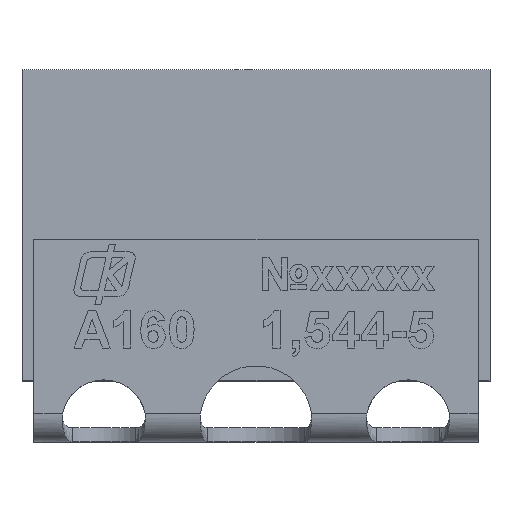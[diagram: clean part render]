
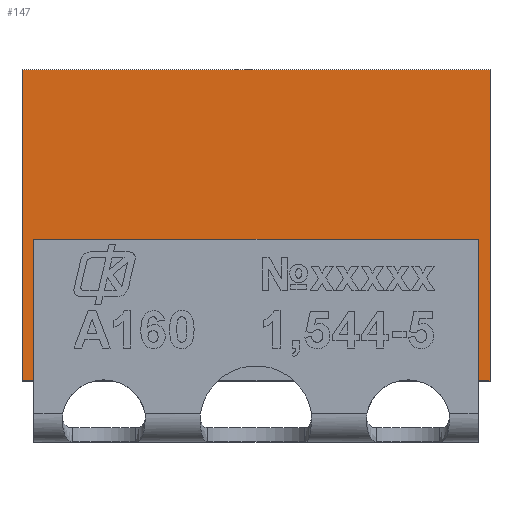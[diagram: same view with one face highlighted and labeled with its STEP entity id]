
A CAD part, top view. The second image highlights one B-rep face of the part: STEP entity #147.
In plain terms, the highlighted planar face has unit normal (0, 0, 1).
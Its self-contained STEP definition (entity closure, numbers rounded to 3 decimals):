
#147=ADVANCED_FACE('',(#3194),#3196,.F.);
#3194=FACE_BOUND('',#3195,.T.);
#3195=EDGE_LOOP('',(#7213,#7214,#7215,#7216,#7217,#7218,#7219,#7220));
#3196=PLANE('',#3197);
#3197=AXIS2_PLACEMENT_3D('',#3198,#3199,#3200);
#3198=CARTESIAN_POINT('',(-5.,3.325,1.8));
#3199=DIRECTION('',(0.,0.,-1.));
#3200=DIRECTION('',(-1.,0.,0.));
#7213=ORIENTED_EDGE('',*,*,#9009,.F.);
#7214=ORIENTED_EDGE('',*,*,#9010,.T.);
#7215=ORIENTED_EDGE('',*,*,#9011,.T.);
#7216=ORIENTED_EDGE('',*,*,#9012,.T.);
#7217=ORIENTED_EDGE('',*,*,#9013,.F.);
#7218=ORIENTED_EDGE('',*,*,#8987,.F.);
#7219=ORIENTED_EDGE('',*,*,#9014,.F.);
#7220=ORIENTED_EDGE('',*,*,#9015,.T.);
#8987=EDGE_CURVE('',#9914,#9906,#9916,.T.);
#9009=EDGE_CURVE('',#9953,#9954,#9955,.T.);
#9010=EDGE_CURVE('',#9953,#9956,#9957,.T.);
#9011=EDGE_CURVE('',#9956,#9958,#9959,.T.);
#9012=EDGE_CURVE('',#9958,#9960,#9961,.T.);
#9013=EDGE_CURVE('',#9906,#9960,#9962,.T.);
#9014=EDGE_CURVE('',#9963,#9914,#9964,.T.);
#9015=EDGE_CURVE('',#9963,#9954,#9965,.T.);
#9906=VERTEX_POINT('',#11442);
#9914=VERTEX_POINT('',#11458);
#9916=LINE('',#11462,#11463);
#9953=VERTEX_POINT('',#11543);
#9954=VERTEX_POINT('',#11544);
#9955=LINE('',#11545,#11546);
#9956=VERTEX_POINT('',#11548);
#9957=LINE('',#11549,#11550);
#9958=VERTEX_POINT('',#11552);
#9959=LINE('',#11553,#11554);
#9960=VERTEX_POINT('',#11556);
#9961=LINE('',#11557,#11558);
#9962=LINE('',#11560,#11561);
#9963=VERTEX_POINT('',#11563);
#9964=LINE('',#11564,#11565);
#9965=LINE('',#11567,#11568);
#11442=CARTESIAN_POINT('',(5.,-3.324,1.8));
#11458=CARTESIAN_POINT('',(5.,3.325,1.8));
#11462=CARTESIAN_POINT('',(5.,3.325,1.8));
#11463=VECTOR('',#11464,1.);
#11464=DIRECTION('',(0.,-1.,0.));
#11543=CARTESIAN_POINT('',(-4.75,-3.324,1.8));
#11544=CARTESIAN_POINT('',(-5.,-3.324,1.8));
#11545=CARTESIAN_POINT('',(-4.75,-3.324,1.8));
#11546=VECTOR('',#11547,1.);
#11547=DIRECTION('',(-1.,0.,0.));
#11548=CARTESIAN_POINT('',(-4.75,-0.3,1.8));
#11549=CARTESIAN_POINT('',(-4.75,-3.324,1.8));
#11550=VECTOR('',#11551,1.);
#11551=DIRECTION('',(0.,1.,0.));
#11552=CARTESIAN_POINT('',(4.75,-0.3,1.8));
#11553=CARTESIAN_POINT('',(-4.75,-0.3,1.8));
#11554=VECTOR('',#11555,1.);
#11555=DIRECTION('',(1.,0.,0.));
#11556=CARTESIAN_POINT('',(4.75,-3.324,1.8));
#11557=CARTESIAN_POINT('',(4.75,-0.3,1.8));
#11558=VECTOR('',#11559,1.);
#11559=DIRECTION('',(0.,-1.,0.));
#11560=CARTESIAN_POINT('',(5.,-3.324,1.8));
#11561=VECTOR('',#11562,1.);
#11562=DIRECTION('',(-1.,0.,0.));
#11563=CARTESIAN_POINT('',(-5.,3.325,1.8));
#11564=CARTESIAN_POINT('',(-5.,3.325,1.8));
#11565=VECTOR('',#11566,1.);
#11566=DIRECTION('',(1.,0.,0.));
#11567=CARTESIAN_POINT('',(-5.,3.325,1.8));
#11568=VECTOR('',#11569,1.);
#11569=DIRECTION('',(0.,-1.,0.));
